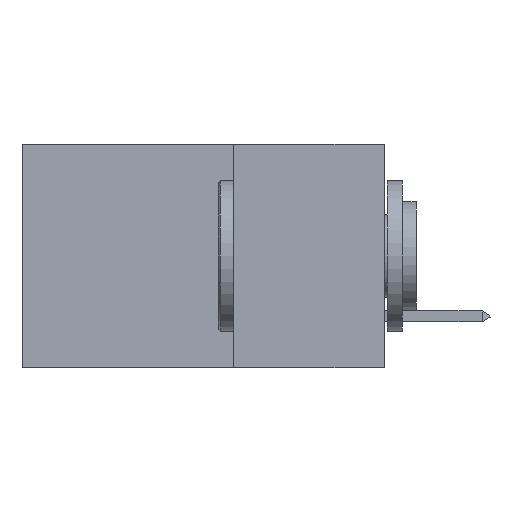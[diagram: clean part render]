
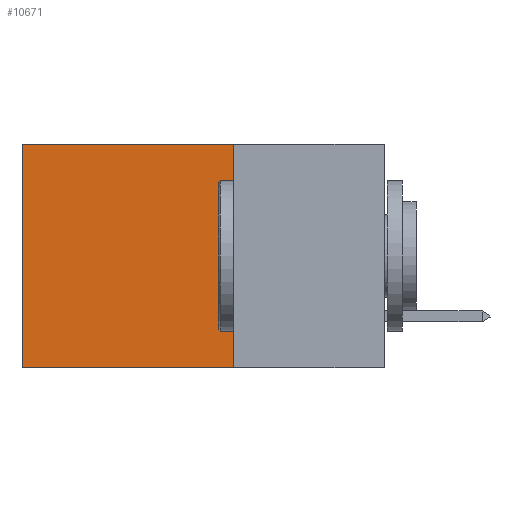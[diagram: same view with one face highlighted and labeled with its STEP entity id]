
A CAD part, left-side view. The second image highlights one B-rep face of the part: STEP entity #10671.
In plain terms, the highlighted planar face has unit normal (-1, 0, 0).
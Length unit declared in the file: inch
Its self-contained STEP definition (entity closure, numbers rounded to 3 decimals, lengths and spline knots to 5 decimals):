
#1332 = PLANE ( 'NONE',  #21008 ) ;
#1872 = LINE ( 'NONE', #25729, #7810 ) ;
#4851 = ORIENTED_EDGE ( 'NONE', *, *, #13773, .F. ) ;
#5946 = VERTEX_POINT ( 'NONE', #15916 ) ;
#6437 = EDGE_CURVE ( 'NONE', #8184, #24900, #24305, .T. ) ;
#6515 = CARTESIAN_POINT ( 'NONE',  ( 0.2875, 0.25, 0. ) ) ;
#6681 = DIRECTION ( 'NONE',  ( 0., 0., -1. ) ) ;
#6854 = DIRECTION ( 'NONE',  ( 0., 1., 0. ) ) ;
#7810 = VECTOR ( 'NONE', #17146, 39.37008 ) ;
#8184 = VERTEX_POINT ( 'NONE', #18463 ) ;
#9158 = CARTESIAN_POINT ( 'NONE',  ( 0.2875, 0.6, 0. ) ) ;
#10357 = EDGE_CURVE ( 'NONE', #32843, #5946, #35968, .T. ) ;
#10671 = ADVANCED_FACE ( 'NONE', ( #35488 ), #1332, .F. ) ;
#10789 = CARTESIAN_POINT ( 'NONE',  ( 0.2875, 0.6, 0. ) ) ;
#12546 = DIRECTION ( 'NONE',  ( 1., 0., 0. ) ) ;
#13773 = EDGE_CURVE ( 'NONE', #24900, #5946, #14890, .T. ) ;
#14890 = LINE ( 'NONE', #27479, #37401 ) ;
#14902 = DIRECTION ( 'NONE',  ( 0., 0., -1. ) ) ;
#15916 = CARTESIAN_POINT ( 'NONE',  ( 0.2875, 0.6, -0.37 ) ) ;
#17146 = DIRECTION ( 'NONE',  ( 0., 1., 0. ) ) ;
#18422 = CARTESIAN_POINT ( 'NONE',  ( 0.2875, 0.25, -0.37 ) ) ;
#18463 = CARTESIAN_POINT ( 'NONE',  ( 0.2875, 0.25, 0. ) ) ;
#20698 = VECTOR ( 'NONE', #26973, 39.37008 ) ;
#21008 = AXIS2_PLACEMENT_3D ( 'NONE', #33440, #12546, #6681 ) ;
#21247 = ORIENTED_EDGE ( 'NONE', *, *, #6437, .F. ) ;
#24305 = LINE ( 'NONE', #6515, #20698 ) ;
#24900 = VERTEX_POINT ( 'NONE', #18422 ) ;
#25729 = CARTESIAN_POINT ( 'NONE',  ( 0.2875, 0.25, 0. ) ) ;
#26973 = DIRECTION ( 'NONE',  ( 0., 0., -1. ) ) ;
#27479 = CARTESIAN_POINT ( 'NONE',  ( 0.2875, 0.25, -0.37 ) ) ;
#27888 = ORIENTED_EDGE ( 'NONE', *, *, #10357, .T. ) ;
#27962 = EDGE_CURVE ( 'NONE', #8184, #32843, #1872, .T. ) ;
#32315 = VECTOR ( 'NONE', #14902, 39.37008 ) ;
#32843 = VERTEX_POINT ( 'NONE', #10789 ) ;
#33440 = CARTESIAN_POINT ( 'NONE',  ( 0.2875, 0.25, 0. ) ) ;
#33500 = EDGE_LOOP ( 'NONE', ( #27888, #4851, #21247, #34076 ) ) ;
#34076 = ORIENTED_EDGE ( 'NONE', *, *, #27962, .T. ) ;
#35488 = FACE_OUTER_BOUND ( 'NONE', #33500, .T. ) ;
#35968 = LINE ( 'NONE', #9158, #32315 ) ;
#37401 = VECTOR ( 'NONE', #6854, 39.37008 ) ;
